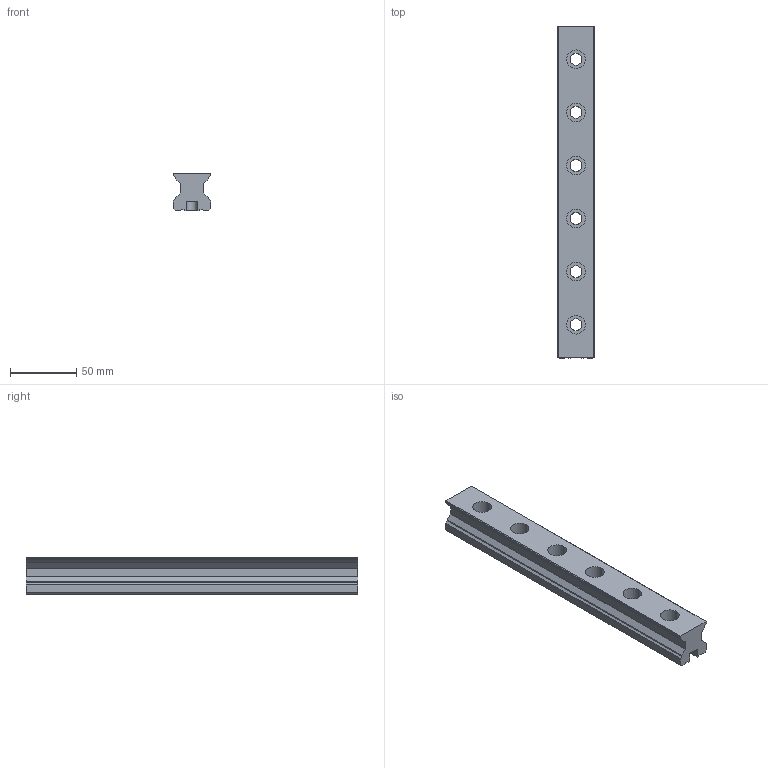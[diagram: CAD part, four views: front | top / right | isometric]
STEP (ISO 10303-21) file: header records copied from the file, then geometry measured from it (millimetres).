
FILE_DESCRIPTION (( 'STEP AP214' ), '1' );
FILE_NAME ('RSW-03-0250-25-25-A3.STEP', '2022-12-11T11:53:57', ( '' ), ( '' ), 'SwSTEP 2.0', 'SolidWorks 2020', '' );
FILE_SCHEMA (( 'AUTOMOTIVE_DESIGN' ));
Length unit declared in the file: millimetre
Products named in the file (1): RSW-03-0250-25-25-A3
Bounding box: 28 x 250 x 28 mm (x, y, z)
Volume: 141732.7 mm3; surface area: 36745.7 mm2
Topology: 1 solids, 1 shells, 90 faces, 246 edges, 164 vertices
Faces by surface type: plane 46, cylinder 44
Entity records: 2936 total; most frequent: DIRECTION 516, CARTESIAN_POINT 501, ORIENTED_EDGE 492, EDGE_CURVE 246, AXIS2_PLACEMENT_3D 179, VERTEX_POINT 164, LINE 158, VECTOR 158
